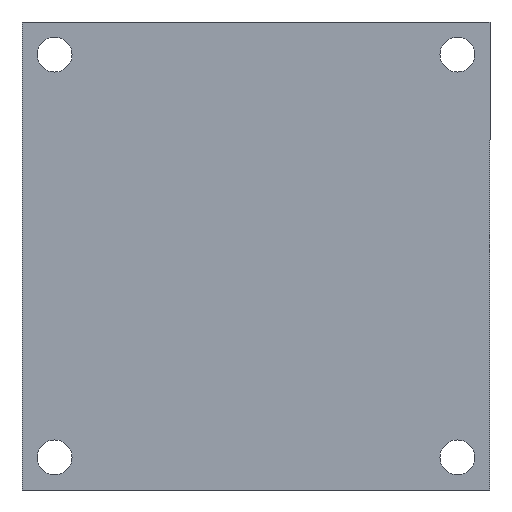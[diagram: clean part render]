
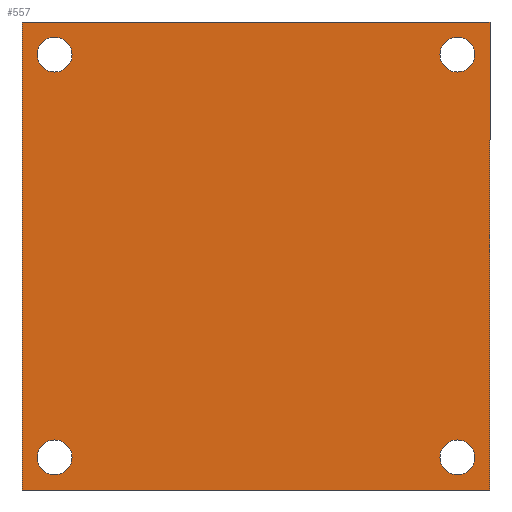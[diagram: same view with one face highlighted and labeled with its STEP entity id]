
A CAD part, front view. The second image highlights one B-rep face of the part: STEP entity #557.
In plain terms, the highlighted planar face has unit normal (0, -1, 0).
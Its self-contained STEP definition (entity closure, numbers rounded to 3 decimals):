
#2 = EDGE_CURVE ( 'NONE', #1053, #119, #58, .T. ) ;
#4 = FACE_OUTER_BOUND ( 'NONE', #1095, .T. ) ;
#9 = CARTESIAN_POINT ( 'NONE',  ( -18.5, 0., -20.1 ) ) ;
#12 = VERTEX_POINT ( 'NONE', #674 ) ;
#28 = CIRCLE ( 'NONE', #543, 1.6 ) ;
#45 = ORIENTED_EDGE ( 'NONE', *, *, #675, .T. ) ;
#46 = EDGE_CURVE ( 'NONE', #110, #83, #28, .T. ) ;
#50 = CIRCLE ( 'NONE', #956, 1.6 ) ;
#58 = LINE ( 'NONE', #309, #304 ) ;
#59 = EDGE_CURVE ( 'NONE', #83, #110, #506, .T. ) ;
#61 = CARTESIAN_POINT ( 'NONE',  ( -18.5, 0., -16.9 ) ) ;
#78 = FACE_BOUND ( 'NONE', #79, .T. ) ;
#79 = EDGE_LOOP ( 'NONE', ( #1070, #998 ) ) ;
#83 = VERTEX_POINT ( 'NONE', #236 ) ;
#110 = VERTEX_POINT ( 'NONE', #849 ) ;
#119 = VERTEX_POINT ( 'NONE', #874 ) ;
#144 = AXIS2_PLACEMENT_3D ( 'NONE', #186, #767, #938 ) ;
#146 = DIRECTION ( 'NONE',  ( 0., 0., -1. ) ) ;
#159 = AXIS2_PLACEMENT_3D ( 'NONE', #639, #1057, #972 ) ;
#168 = EDGE_CURVE ( 'NONE', #351, #785, #884, .T. ) ;
#186 = CARTESIAN_POINT ( 'NONE',  ( -18.5, 0., -18.5 ) ) ;
#194 = ORIENTED_EDGE ( 'NONE', *, *, #363, .T. ) ;
#201 = CARTESIAN_POINT ( 'NONE',  ( 18.5, 0., -18.5 ) ) ;
#222 = DIRECTION ( 'NONE',  ( 0., 0., 1. ) ) ;
#236 = CARTESIAN_POINT ( 'NONE',  ( -18.5, 0., 20.1 ) ) ;
#259 = ORIENTED_EDGE ( 'NONE', *, *, #288, .T. ) ;
#266 = ORIENTED_EDGE ( 'NONE', *, *, #524, .F. ) ;
#281 = DIRECTION ( 'NONE',  ( 0., 0., 1. ) ) ;
#286 = CARTESIAN_POINT ( 'NONE',  ( 18.5, 0., 20.1 ) ) ;
#288 = EDGE_CURVE ( 'NONE', #1058, #746, #50, .T. ) ;
#290 = DIRECTION ( 'NONE',  ( 0., 1., 0. ) ) ;
#304 = VECTOR ( 'NONE', #314, 1000. ) ;
#309 = CARTESIAN_POINT ( 'NONE',  ( 21.5, 0., 21.5 ) ) ;
#314 = DIRECTION ( 'NONE',  ( 1., 0., 0. ) ) ;
#339 = FACE_BOUND ( 'NONE', #869, .T. ) ;
#351 = VERTEX_POINT ( 'NONE', #286 ) ;
#355 = FACE_BOUND ( 'NONE', #362, .T. ) ;
#362 = EDGE_LOOP ( 'NONE', ( #259, #194 ) ) ;
#363 = EDGE_CURVE ( 'NONE', #746, #1058, #731, .T. ) ;
#375 = CIRCLE ( 'NONE', #1001, 1.6 ) ;
#379 = CARTESIAN_POINT ( 'NONE',  ( 18.5, 0., -16.9 ) ) ;
#382 = DIRECTION ( 'NONE',  ( 0., 1., 0. ) ) ;
#385 = DIRECTION ( 'NONE',  ( 0., 1., 0. ) ) ;
#392 = CARTESIAN_POINT ( 'NONE',  ( -18.5, 0., 18.5 ) ) ;
#399 = CARTESIAN_POINT ( 'NONE',  ( -18.5, 0., 18.5 ) ) ;
#403 = VERTEX_POINT ( 'NONE', #1073 ) ;
#408 = CIRCLE ( 'NONE', #501, 1.6 ) ;
#416 = EDGE_LOOP ( 'NONE', ( #608, #45 ) ) ;
#417 = EDGE_CURVE ( 'NONE', #119, #12, #564, .T. ) ;
#468 = AXIS2_PLACEMENT_3D ( 'NONE', #616, #502, #689 ) ;
#496 = DIRECTION ( 'NONE',  ( 0., 0., -1. ) ) ;
#499 = DIRECTION ( 'NONE',  ( -1., 0., 0. ) ) ;
#501 = AXIS2_PLACEMENT_3D ( 'NONE', #991, #385, #222 ) ;
#502 = DIRECTION ( 'NONE',  ( 0., -1., 0. ) ) ;
#506 = CIRCLE ( 'NONE', #654, 1.6 ) ;
#512 = CARTESIAN_POINT ( 'NONE',  ( 18.5, 0., -20.1 ) ) ;
#524 = EDGE_CURVE ( 'NONE', #403, #1053, #603, .T. ) ;
#527 = DIRECTION ( 'NONE',  ( 0., 0., 1. ) ) ;
#543 = AXIS2_PLACEMENT_3D ( 'NONE', #399, #587, #496 ) ;
#547 = EDGE_CURVE ( 'NONE', #599, #962, #719, .T. ) ;
#557 = ADVANCED_FACE ( 'NONE', ( #78, #932, #4, #339, #355 ), #609, .T. ) ;
#564 = LINE ( 'NONE', #745, #875 ) ;
#587 = DIRECTION ( 'NONE',  ( 0., 1., 0. ) ) ;
#591 = CARTESIAN_POINT ( 'NONE',  ( 21.5, 0., -21.5 ) ) ;
#599 = VERTEX_POINT ( 'NONE', #9 ) ;
#603 = LINE ( 'NONE', #622, #1085 ) ;
#608 = ORIENTED_EDGE ( 'NONE', *, *, #547, .T. ) ;
#609 = PLANE ( 'NONE',  #468 ) ;
#616 = CARTESIAN_POINT ( 'NONE',  ( 0., 0., 0. ) ) ;
#622 = CARTESIAN_POINT ( 'NONE',  ( -21.5, 0., -21.5 ) ) ;
#623 = CARTESIAN_POINT ( 'NONE',  ( 18.5, 0., 18.5 ) ) ;
#639 = CARTESIAN_POINT ( 'NONE',  ( 18.5, 0., -18.5 ) ) ;
#649 = VECTOR ( 'NONE', #499, 1000. ) ;
#654 = AXIS2_PLACEMENT_3D ( 'NONE', #392, #838, #146 ) ;
#674 = CARTESIAN_POINT ( 'NONE',  ( 21.5, 0., -21.5 ) ) ;
#675 = EDGE_CURVE ( 'NONE', #962, #599, #375, .T. ) ;
#679 = DIRECTION ( 'NONE',  ( 0., 1., 0. ) ) ;
#689 = DIRECTION ( 'NONE',  ( 0., 0., -1. ) ) ;
#694 = DIRECTION ( 'NONE',  ( 0., 0., 1. ) ) ;
#719 = CIRCLE ( 'NONE', #144, 1.6 ) ;
#722 = CARTESIAN_POINT ( 'NONE',  ( -18.5, 0., -18.5 ) ) ;
#731 = CIRCLE ( 'NONE', #159, 1.6 ) ;
#741 = ORIENTED_EDGE ( 'NONE', *, *, #417, .F. ) ;
#745 = CARTESIAN_POINT ( 'NONE',  ( 21.5, 0., -21.5 ) ) ;
#746 = VERTEX_POINT ( 'NONE', #379 ) ;
#767 = DIRECTION ( 'NONE',  ( 0., 1., 0. ) ) ;
#771 = LINE ( 'NONE', #591, #649 ) ;
#785 = VERTEX_POINT ( 'NONE', #976 ) ;
#801 = DIRECTION ( 'NONE',  ( 0., 0., -1. ) ) ;
#830 = ORIENTED_EDGE ( 'NONE', *, *, #46, .T. ) ;
#838 = DIRECTION ( 'NONE',  ( 0., 1., 0. ) ) ;
#849 = CARTESIAN_POINT ( 'NONE',  ( -18.5, 0., 16.9 ) ) ;
#858 = ORIENTED_EDGE ( 'NONE', *, *, #2, .F. ) ;
#869 = EDGE_LOOP ( 'NONE', ( #830, #1002 ) ) ;
#874 = CARTESIAN_POINT ( 'NONE',  ( 21.5, 0., 21.5 ) ) ;
#875 = VECTOR ( 'NONE', #996, 1000. ) ;
#884 = CIRCLE ( 'NONE', #1022, 1.6 ) ;
#888 = EDGE_CURVE ( 'NONE', #785, #351, #408, .T. ) ;
#932 = FACE_BOUND ( 'NONE', #416, .T. ) ;
#938 = DIRECTION ( 'NONE',  ( 0., 0., 1. ) ) ;
#956 = AXIS2_PLACEMENT_3D ( 'NONE', #201, #382, #801 ) ;
#962 = VERTEX_POINT ( 'NONE', #61 ) ;
#972 = DIRECTION ( 'NONE',  ( 0., 0., -1. ) ) ;
#976 = CARTESIAN_POINT ( 'NONE',  ( 18.5, 0., 16.9 ) ) ;
#991 = CARTESIAN_POINT ( 'NONE',  ( 18.5, 0., 18.5 ) ) ;
#996 = DIRECTION ( 'NONE',  ( 0., 0., -1. ) ) ;
#998 = ORIENTED_EDGE ( 'NONE', *, *, #168, .T. ) ;
#1001 = AXIS2_PLACEMENT_3D ( 'NONE', #722, #290, #281 ) ;
#1002 = ORIENTED_EDGE ( 'NONE', *, *, #59, .T. ) ;
#1021 = ORIENTED_EDGE ( 'NONE', *, *, #1040, .F. ) ;
#1022 = AXIS2_PLACEMENT_3D ( 'NONE', #623, #679, #694 ) ;
#1025 = CARTESIAN_POINT ( 'NONE',  ( -21.5, 0., 21.5 ) ) ;
#1040 = EDGE_CURVE ( 'NONE', #12, #403, #771, .T. ) ;
#1053 = VERTEX_POINT ( 'NONE', #1025 ) ;
#1057 = DIRECTION ( 'NONE',  ( 0., 1., 0. ) ) ;
#1058 = VERTEX_POINT ( 'NONE', #512 ) ;
#1070 = ORIENTED_EDGE ( 'NONE', *, *, #888, .T. ) ;
#1073 = CARTESIAN_POINT ( 'NONE',  ( -21.5, 0., -21.5 ) ) ;
#1085 = VECTOR ( 'NONE', #527, 1000. ) ;
#1095 = EDGE_LOOP ( 'NONE', ( #266, #1021, #741, #858 ) ) ;
